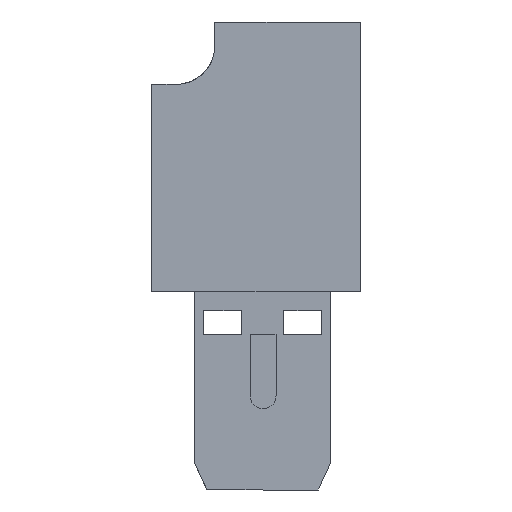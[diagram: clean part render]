
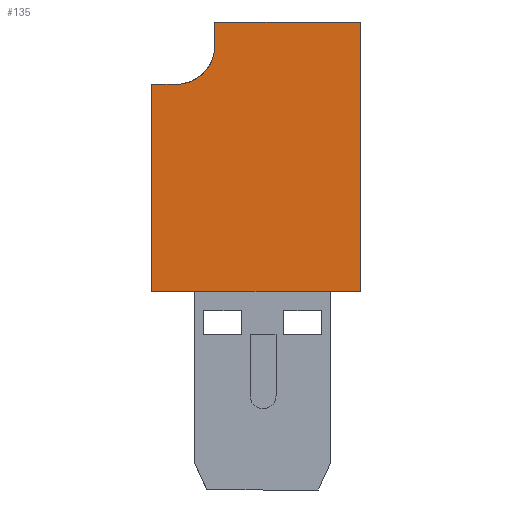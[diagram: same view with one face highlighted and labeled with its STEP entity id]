
A CAD part, left-side view. The second image highlights one B-rep face of the part: STEP entity #135.
In plain terms, the highlighted planar face has unit normal (-1, 0, 0).
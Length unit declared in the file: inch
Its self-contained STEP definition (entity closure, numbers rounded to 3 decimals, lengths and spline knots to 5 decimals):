
#84 = ORIENTED_EDGE ( 'NONE', *, *, #285, .F. ) ;
#135 = ADVANCED_FACE ( 'NONE', ( #1664 ), #1683, .F. ) ;
#285 = EDGE_CURVE ( 'NONE', #1764, #310, #2925, .T. ) ;
#308 = CARTESIAN_POINT ( 'NONE',  ( -0.184, 0.207, 0.638 ) ) ;
#310 = VERTEX_POINT ( 'NONE', #2703 ) ;
#317 = VERTEX_POINT ( 'NONE', #1774 ) ;
#393 = DIRECTION ( 'NONE',  ( 1., 0., 0. ) ) ;
#617 = DIRECTION ( 'NONE',  ( 1., 0., 0. ) ) ;
#625 = CARTESIAN_POINT ( 'NONE',  ( -0.184, 0.271, 0. ) ) ;
#714 = DIRECTION ( 'NONE',  ( 0., 1., 0. ) ) ;
#874 = VECTOR ( 'NONE', #1845, 39.37008 ) ;
#894 = CARTESIAN_POINT ( 'NONE',  ( -0.184, 0.271, 0.538 ) ) ;
#956 = DIRECTION ( 'NONE',  ( 0., -1., 0. ) ) ;
#997 = VERTEX_POINT ( 'NONE', #1063 ) ;
#1043 = ORIENTED_EDGE ( 'NONE', *, *, #2143, .T. ) ;
#1055 = AXIS2_PLACEMENT_3D ( 'NONE', #1959, #393, #714 ) ;
#1063 = CARTESIAN_POINT ( 'NONE',  ( -0.184, 0.271, 0.538 ) ) ;
#1239 = LINE ( 'NONE', #2496, #3685 ) ;
#1340 = EDGE_CURVE ( 'NONE', #317, #997, #2206, .T. ) ;
#1345 = VECTOR ( 'NONE', #956, 39.37008 ) ;
#1369 = CARTESIAN_POINT ( 'NONE',  ( -0.184, 0.107, 0.7 ) ) ;
#1400 = LINE ( 'NONE', #2768, #1345 ) ;
#1600 = CIRCLE ( 'NONE', #3269, 0.1 ) ;
#1664 = FACE_OUTER_BOUND ( 'NONE', #3736, .T. ) ;
#1675 = VECTOR ( 'NONE', #1836, 39.37008 ) ;
#1683 = PLANE ( 'NONE',  #1055 ) ;
#1738 = LINE ( 'NONE', #3491, #874 ) ;
#1764 = VERTEX_POINT ( 'NONE', #2962 ) ;
#1774 = CARTESIAN_POINT ( 'NONE',  ( -0.184, 0.207, 0.538 ) ) ;
#1778 = ORIENTED_EDGE ( 'NONE', *, *, #3065, .T. ) ;
#1836 = DIRECTION ( 'NONE',  ( 0., 0., -1. ) ) ;
#1845 = DIRECTION ( 'NONE',  ( 0., 0., -1. ) ) ;
#1904 = ORIENTED_EDGE ( 'NONE', *, *, #2396, .T. ) ;
#1959 = CARTESIAN_POINT ( 'NONE',  ( -0.184, 0.271, 0.7 ) ) ;
#2080 = CARTESIAN_POINT ( 'NONE',  ( -0.184, 0.107, 0.638 ) ) ;
#2143 = EDGE_CURVE ( 'NONE', #2232, #317, #1600, .T. ) ;
#2184 = DIRECTION ( 'NONE',  ( 0., 1., 0. ) ) ;
#2206 = LINE ( 'NONE', #894, #3233 ) ;
#2232 = VERTEX_POINT ( 'NONE', #2080 ) ;
#2378 = CARTESIAN_POINT ( 'NONE',  ( -0.184, -0.271, 0.7 ) ) ;
#2396 = EDGE_CURVE ( 'NONE', #997, #3448, #1738, .T. ) ;
#2496 = CARTESIAN_POINT ( 'NONE',  ( -0.184, 0.271, 0. ) ) ;
#2503 = EDGE_CURVE ( 'NONE', #3448, #310, #1239, .T. ) ;
#2510 = DIRECTION ( 'NONE',  ( 0., 1., 0. ) ) ;
#2636 = VECTOR ( 'NONE', #3905, 39.37008 ) ;
#2703 = CARTESIAN_POINT ( 'NONE',  ( -0.184, -0.271, 0. ) ) ;
#2768 = CARTESIAN_POINT ( 'NONE',  ( -0.184, 0.271, 0.7 ) ) ;
#2789 = VERTEX_POINT ( 'NONE', #1369 ) ;
#2793 = CARTESIAN_POINT ( 'NONE',  ( -0.184, 0.107, 0.7 ) ) ;
#2925 = LINE ( 'NONE', #2378, #2636 ) ;
#2962 = CARTESIAN_POINT ( 'NONE',  ( -0.184, -0.271, 0.7 ) ) ;
#3052 = ORIENTED_EDGE ( 'NONE', *, *, #3341, .F. ) ;
#3065 = EDGE_CURVE ( 'NONE', #2789, #2232, #3080, .T. ) ;
#3080 = LINE ( 'NONE', #2793, #1675 ) ;
#3233 = VECTOR ( 'NONE', #2510, 39.37008 ) ;
#3269 = AXIS2_PLACEMENT_3D ( 'NONE', #308, #617, #2184 ) ;
#3341 = EDGE_CURVE ( 'NONE', #2789, #1764, #1400, .T. ) ;
#3415 = ORIENTED_EDGE ( 'NONE', *, *, #1340, .T. ) ;
#3448 = VERTEX_POINT ( 'NONE', #625 ) ;
#3491 = CARTESIAN_POINT ( 'NONE',  ( -0.184, 0.271, 0.7 ) ) ;
#3685 = VECTOR ( 'NONE', #3767, 39.37008 ) ;
#3736 = EDGE_LOOP ( 'NONE', ( #1043, #3415, #1904, #3899, #84, #3052, #1778 ) ) ;
#3767 = DIRECTION ( 'NONE',  ( 0., -1., 0. ) ) ;
#3899 = ORIENTED_EDGE ( 'NONE', *, *, #2503, .T. ) ;
#3905 = DIRECTION ( 'NONE',  ( 0., 0., -1. ) ) ;
